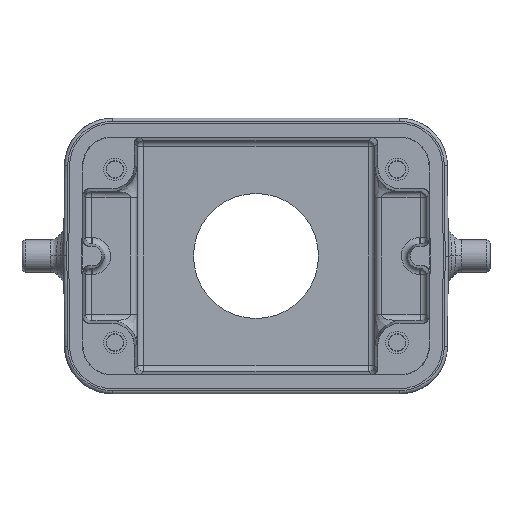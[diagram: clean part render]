
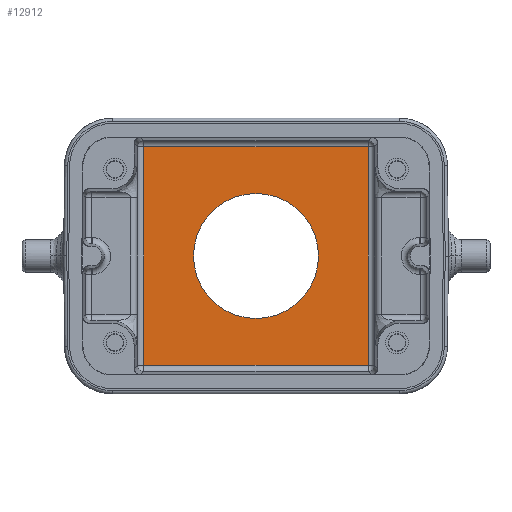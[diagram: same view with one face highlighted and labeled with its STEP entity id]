
A CAD part, front view. The second image highlights one B-rep face of the part: STEP entity #12912.
In plain terms, the highlighted planar face has unit normal (0, -1, 0).
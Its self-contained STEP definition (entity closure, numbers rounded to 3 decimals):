
#2567=CARTESIAN_POINT('',(0.,37.,0.));
#2568=DIRECTION('',(0.,-1.,0.));
#2569=DIRECTION('',(0.,0.,-1.));
#2570=AXIS2_PLACEMENT_3D('',#2567,#2568,#2569);
#2575=CARTESIAN_POINT('',(0.,37.,0.));
#2576=DIRECTION('',(0.,-1.,0.));
#2577=DIRECTION('',(0.,0.,1.));
#2578=AXIS2_PLACEMENT_3D('',#2575,#2576,#2577);
#2583=DIRECTION('',(1.,0.,0.));
#2584=VECTOR('',#2583,35.064);
#2585=CARTESIAN_POINT('',(-17.532,37.,-17.032));
#2586=LINE('',#2585,#2584);
#4208=DIRECTION('',(-1.,0.,0.));
#4209=VECTOR('',#4208,35.064);
#4210=CARTESIAN_POINT('',(17.532,37.,17.032));
#4211=LINE('',#4210,#4209);
#4246=DIRECTION('',(0.,0.,1.));
#4247=VECTOR('',#4246,34.064);
#4248=CARTESIAN_POINT('',(17.532,37.,-17.032));
#4249=LINE('',#4248,#4247);
#4260=DIRECTION('',(0.,0.,-1.));
#4261=VECTOR('',#4260,34.064);
#4262=CARTESIAN_POINT('',(-17.532,37.,17.032));
#4263=LINE('',#4262,#4261);
#9123=CARTESIAN_POINT('',(-17.532,37.,-17.032));
#9124=CARTESIAN_POINT('',(17.532,37.,-17.032));
#9125=VERTEX_POINT('',#9123);
#9126=VERTEX_POINT('',#9124);
#9127=CARTESIAN_POINT('',(-17.532,37.,17.032));
#9128=VERTEX_POINT('',#9127);
#9129=CARTESIAN_POINT('',(17.532,37.,17.032));
#9130=VERTEX_POINT('',#9129);
#10021=CARTESIAN_POINT('',(0.,37.,-9.75));
#10022=CARTESIAN_POINT('',(0.,37.,9.75));
#10023=VERTEX_POINT('',#10021);
#10024=VERTEX_POINT('',#10022);
#12892=CARTESIAN_POINT('',(0.,37.,0.));
#12893=DIRECTION('',(0.,-1.,0.));
#12894=DIRECTION('',(1.,0.,0.));
#12895=AXIS2_PLACEMENT_3D('',#12892,#12893,#12894);
#12896=PLANE('',#12895);
#12898=ORIENTED_EDGE('',*,*,#12897,.F.);
#12900=ORIENTED_EDGE('',*,*,#12899,.F.);
#12902=ORIENTED_EDGE('',*,*,#12901,.F.);
#12904=ORIENTED_EDGE('',*,*,#12903,.F.);
#12905=EDGE_LOOP('',(#12898,#12900,#12902,#12904));
#12906=FACE_OUTER_BOUND('',#12905,.F.);
#12907=ORIENTED_EDGE('',*,*,#12882,.T.);
#12909=ORIENTED_EDGE('',*,*,#12908,.T.);
#12910=EDGE_LOOP('',(#12907,#12909));
#12911=FACE_BOUND('',#12910,.F.);
#2571=CIRCLE('',#2570,9.75);
#2579=CIRCLE('',#2578,9.75);
#12882=EDGE_CURVE('',#10023,#10024,#2571,.T.);
#12897=EDGE_CURVE('',#9125,#9126,#2586,.T.);
#12899=EDGE_CURVE('',#9128,#9125,#4263,.T.);
#12901=EDGE_CURVE('',#9130,#9128,#4211,.T.);
#12903=EDGE_CURVE('',#9126,#9130,#4249,.T.);
#12908=EDGE_CURVE('',#10024,#10023,#2579,.T.);
#12912=ADVANCED_FACE('',(#12906,#12911),#12896,.T.);
